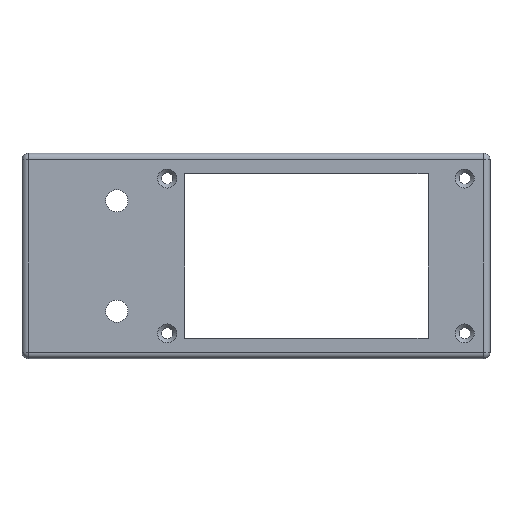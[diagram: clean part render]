
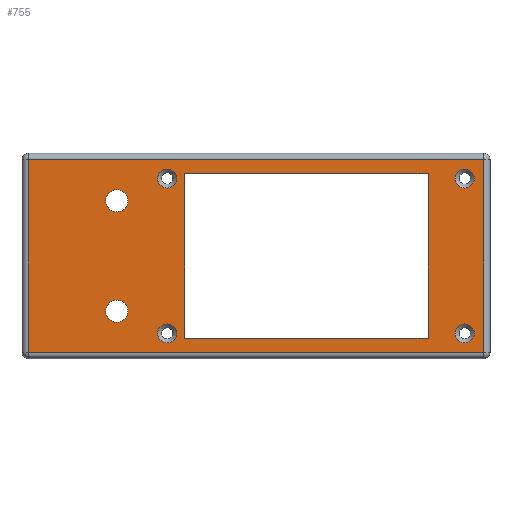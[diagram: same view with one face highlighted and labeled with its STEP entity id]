
A CAD part, top view. The second image highlights one B-rep face of the part: STEP entity #755.
In plain terms, the highlighted planar face has unit normal (0, 0, 1).
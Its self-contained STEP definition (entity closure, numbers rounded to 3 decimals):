
#25=FACE_BOUND('',#130,.T.);
#26=FACE_BOUND('',#131,.T.);
#27=FACE_BOUND('',#132,.T.);
#28=FACE_BOUND('',#133,.T.);
#29=FACE_BOUND('',#134,.T.);
#30=FACE_BOUND('',#135,.T.);
#31=FACE_BOUND('',#136,.T.);
#45=PLANE('',#843);
#81=FACE_OUTER_BOUND('',#129,.T.);
#129=EDGE_LOOP('',(#577,#578,#579,#580));
#130=EDGE_LOOP('',(#581,#582,#583,#584));
#131=EDGE_LOOP('',(#585));
#132=EDGE_LOOP('',(#586));
#133=EDGE_LOOP('',(#587));
#134=EDGE_LOOP('',(#588));
#135=EDGE_LOOP('',(#589));
#136=EDGE_LOOP('',(#590));
#181=LINE('',#1178,#249);
#185=LINE('',#1194,#253);
#187=LINE('',#1197,#255);
#189=LINE('',#1200,#257);
#193=LINE('',#1209,#261);
#194=LINE('',#1211,#262);
#195=LINE('',#1213,#263);
#196=LINE('',#1214,#264);
#249=VECTOR('',#953,10.);
#253=VECTOR('',#971,10.);
#255=VECTOR('',#975,10.);
#257=VECTOR('',#979,10.);
#261=VECTOR('',#989,10.);
#262=VECTOR('',#990,10.);
#263=VECTOR('',#991,10.);
#264=VECTOR('',#992,10.);
#331=CIRCLE('',#844,3.);
#332=CIRCLE('',#845,3.);
#333=CIRCLE('',#846,3.);
#334=CIRCLE('',#847,3.);
#335=CIRCLE('',#848,3.5);
#336=CIRCLE('',#849,3.5);
#352=VERTEX_POINT('',#1140);
#357=VERTEX_POINT('',#1153);
#362=VERTEX_POINT('',#1166);
#367=VERTEX_POINT('',#1182);
#371=VERTEX_POINT('',#1207);
#372=VERTEX_POINT('',#1208);
#373=VERTEX_POINT('',#1210);
#374=VERTEX_POINT('',#1212);
#375=VERTEX_POINT('',#1215);
#376=VERTEX_POINT('',#1217);
#377=VERTEX_POINT('',#1219);
#378=VERTEX_POINT('',#1221);
#379=VERTEX_POINT('',#1223);
#380=VERTEX_POINT('',#1225);
#435=EDGE_CURVE('',#352,#362,#181,.T.);
#443=EDGE_CURVE('',#362,#367,#185,.T.);
#445=EDGE_CURVE('',#367,#357,#187,.T.);
#447=EDGE_CURVE('',#357,#352,#189,.T.);
#451=EDGE_CURVE('',#371,#372,#193,.T.);
#452=EDGE_CURVE('',#372,#373,#194,.T.);
#453=EDGE_CURVE('',#373,#374,#195,.T.);
#454=EDGE_CURVE('',#374,#371,#196,.T.);
#455=EDGE_CURVE('',#375,#375,#331,.T.);
#456=EDGE_CURVE('',#376,#376,#332,.T.);
#457=EDGE_CURVE('',#377,#377,#333,.T.);
#458=EDGE_CURVE('',#378,#378,#334,.T.);
#459=EDGE_CURVE('',#379,#379,#335,.T.);
#460=EDGE_CURVE('',#380,#380,#336,.T.);
#577=ORIENTED_EDGE('',*,*,#435,.F.);
#578=ORIENTED_EDGE('',*,*,#447,.F.);
#579=ORIENTED_EDGE('',*,*,#445,.F.);
#580=ORIENTED_EDGE('',*,*,#443,.F.);
#581=ORIENTED_EDGE('',*,*,#451,.T.);
#582=ORIENTED_EDGE('',*,*,#452,.T.);
#583=ORIENTED_EDGE('',*,*,#453,.T.);
#584=ORIENTED_EDGE('',*,*,#454,.T.);
#585=ORIENTED_EDGE('',*,*,#455,.T.);
#586=ORIENTED_EDGE('',*,*,#456,.T.);
#587=ORIENTED_EDGE('',*,*,#457,.T.);
#588=ORIENTED_EDGE('',*,*,#458,.T.);
#589=ORIENTED_EDGE('',*,*,#459,.T.);
#590=ORIENTED_EDGE('',*,*,#460,.T.);
#755=ADVANCED_FACE('',(#81,#25,#26,#27,#28,#29,#30,#31),#45,.T.);
#843=AXIS2_PLACEMENT_3D('',#1206,#987,#988);
#844=AXIS2_PLACEMENT_3D('',#1216,#993,#994);
#845=AXIS2_PLACEMENT_3D('',#1218,#995,#996);
#846=AXIS2_PLACEMENT_3D('',#1220,#997,#998);
#847=AXIS2_PLACEMENT_3D('',#1222,#999,#1000);
#848=AXIS2_PLACEMENT_3D('',#1224,#1001,#1002);
#849=AXIS2_PLACEMENT_3D('',#1226,#1003,#1004);
#953=DIRECTION('',(0.,-1.,0.));
#971=DIRECTION('',(-1.,0.,0.));
#975=DIRECTION('',(0.,1.,0.));
#979=DIRECTION('',(1.,0.,0.));
#987=DIRECTION('center_axis',(0.,0.,1.));
#988=DIRECTION('ref_axis',(1.,0.,0.));
#989=DIRECTION('',(0.,1.,0.));
#990=DIRECTION('',(1.,0.,0.));
#991=DIRECTION('',(0.,-1.,0.));
#992=DIRECTION('',(-1.,0.,0.));
#993=DIRECTION('center_axis',(0.,0.,-1.));
#994=DIRECTION('ref_axis',(1.,0.,0.));
#995=DIRECTION('center_axis',(0.,0.,-1.));
#996=DIRECTION('ref_axis',(1.,0.,0.));
#997=DIRECTION('center_axis',(0.,0.,-1.));
#998=DIRECTION('ref_axis',(1.,0.,0.));
#999=DIRECTION('center_axis',(0.,0.,-1.));
#1000=DIRECTION('ref_axis',(1.,0.,0.));
#1001=DIRECTION('center_axis',(0.,0.,-1.));
#1002=DIRECTION('ref_axis',(1.,0.,0.));
#1003=DIRECTION('center_axis',(0.,0.,-1.));
#1004=DIRECTION('ref_axis',(1.,0.,0.));
#1140=CARTESIAN_POINT('',(146.,63.,2.));
#1153=CARTESIAN_POINT('',(2.,63.,2.));
#1166=CARTESIAN_POINT('',(146.,2.,2.));
#1178=CARTESIAN_POINT('',(146.,16.25,2.));
#1182=CARTESIAN_POINT('',(2.,2.,2.));
#1194=CARTESIAN_POINT('',(37.,2.,2.));
#1197=CARTESIAN_POINT('',(2.,48.75,2.));
#1200=CARTESIAN_POINT('',(111.,63.,2.));
#1206=CARTESIAN_POINT('Origin',(74.,32.5,2.));
#1207=CARTESIAN_POINT('',(51.4,6.5,2.));
#1208=CARTESIAN_POINT('',(51.4,58.5,2.));
#1209=CARTESIAN_POINT('',(51.4,19.5,2.));
#1210=CARTESIAN_POINT('',(128.4,58.5,2.));
#1211=CARTESIAN_POINT('',(62.7,58.5,2.));
#1212=CARTESIAN_POINT('',(128.4,6.5,2.));
#1213=CARTESIAN_POINT('',(128.4,45.5,2.));
#1214=CARTESIAN_POINT('',(101.2,6.5,2.));
#1215=CARTESIAN_POINT('',(137.,56.98,2.));
#1216=CARTESIAN_POINT('Origin',(140.,56.98,2.));
#1217=CARTESIAN_POINT('',(42.9,8.02,2.));
#1218=CARTESIAN_POINT('Origin',(45.9,8.02,2.));
#1219=CARTESIAN_POINT('',(42.9,56.98,2.));
#1220=CARTESIAN_POINT('Origin',(45.9,56.98,2.));
#1221=CARTESIAN_POINT('',(137.,8.02,2.));
#1222=CARTESIAN_POINT('Origin',(140.,8.02,2.));
#1223=CARTESIAN_POINT('',(26.5,15.,2.));
#1224=CARTESIAN_POINT('Origin',(30.,15.,2.));
#1225=CARTESIAN_POINT('',(26.5,50.,2.));
#1226=CARTESIAN_POINT('Origin',(30.,50.,2.));
